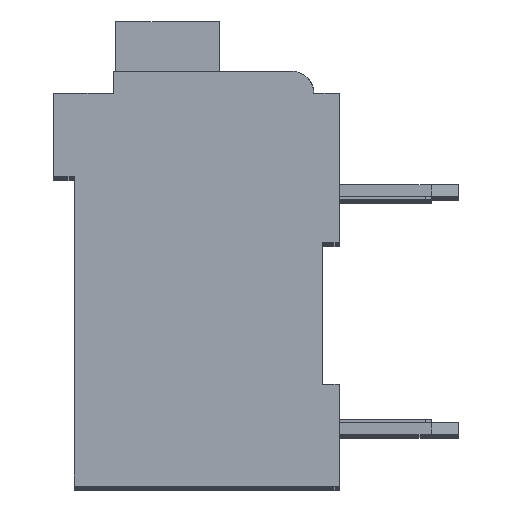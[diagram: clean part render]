
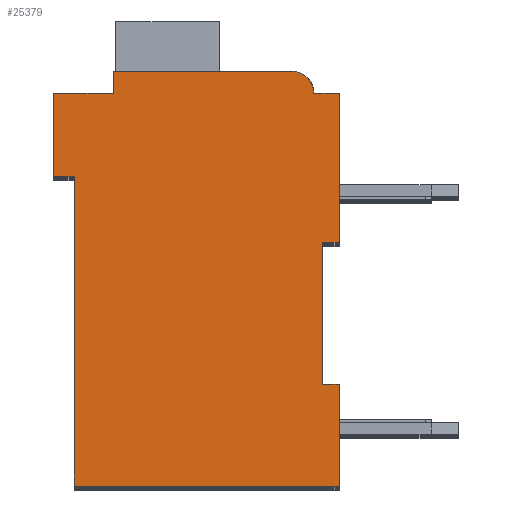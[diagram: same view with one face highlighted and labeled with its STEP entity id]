
A CAD part, top view. The second image highlights one B-rep face of the part: STEP entity #25379.
In plain terms, the highlighted planar face has unit normal (0, 0, 1).
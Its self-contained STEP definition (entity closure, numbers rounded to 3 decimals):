
#2850=DIRECTION('',(1.,0.,0.));
#2851=VECTOR('',#2850,0.5);
#2852=CARTESIAN_POINT('',(7.3,7.15,2.1));
#2853=LINE('',#2852,#2851);
#2854=DIRECTION('',(0.,1.,0.));
#2855=VECTOR('',#2854,4.15);
#2856=CARTESIAN_POINT('',(7.3,3.,2.1));
#2857=LINE('',#2856,#2855);
#2858=DIRECTION('',(-1.,0.,0.));
#2859=VECTOR('',#2858,0.5);
#2860=CARTESIAN_POINT('',(7.8,3.,2.1));
#2861=LINE('',#2860,#2859);
#2862=DIRECTION('',(0.,1.,0.));
#2863=VECTOR('',#2862,3.);
#2864=CARTESIAN_POINT('',(7.8,0.,2.1));
#2865=LINE('',#2864,#2863);
#2866=DIRECTION('',(1.,0.,0.));
#2867=VECTOR('',#2866,7.8);
#2868=CARTESIAN_POINT('',(0.,0.,2.1));
#2869=LINE('',#2868,#2867);
#2870=DIRECTION('',(0.,-1.,0.));
#2871=VECTOR('',#2870,9.1);
#2872=CARTESIAN_POINT('',(0.,9.1,2.1));
#2873=LINE('',#2872,#2871);
#2874=DIRECTION('',(1.,0.,0.));
#2875=VECTOR('',#2874,0.6);
#2876=CARTESIAN_POINT('',(-0.6,9.1,2.1));
#2877=LINE('',#2876,#2875);
#2878=DIRECTION('',(0.,-1.,0.));
#2879=VECTOR('',#2878,2.45);
#2880=CARTESIAN_POINT('',(-0.6,11.55,2.1));
#2881=LINE('',#2880,#2879);
#2882=DIRECTION('',(-1.,0.,0.));
#2883=VECTOR('',#2882,1.75);
#2884=CARTESIAN_POINT('',(1.15,11.55,2.1));
#2885=LINE('',#2884,#2883);
#2886=DIRECTION('',(0.,-1.,0.));
#2887=VECTOR('',#2886,0.65);
#2888=CARTESIAN_POINT('',(1.15,12.2,2.1));
#2889=LINE('',#2888,#2887);
#2890=DIRECTION('',(-1.,0.,0.));
#2891=VECTOR('',#2890,5.25);
#2892=CARTESIAN_POINT('',(6.4,12.2,2.1));
#2893=LINE('',#2892,#2891);
#2894=CARTESIAN_POINT('',(6.4,11.55,2.1));
#2895=DIRECTION('',(0.,0.,1.));
#2896=DIRECTION('',(1.,0.,0.));
#2897=AXIS2_PLACEMENT_3D('',#2894,#2895,#2896);
#2899=DIRECTION('',(-1.,0.,0.));
#2900=VECTOR('',#2899,0.75);
#2901=CARTESIAN_POINT('',(7.8,11.55,2.1));
#2902=LINE('',#2901,#2900);
#2903=DIRECTION('',(0.,1.,0.));
#2904=VECTOR('',#2903,4.4);
#2905=CARTESIAN_POINT('',(7.8,7.15,2.1));
#2906=LINE('',#2905,#2904);
#17615=CARTESIAN_POINT('',(7.3,7.15,2.1));
#17616=CARTESIAN_POINT('',(7.8,7.15,2.1));
#17617=VERTEX_POINT('',#17615);
#17618=VERTEX_POINT('',#17616);
#17619=CARTESIAN_POINT('',(7.8,11.55,2.1));
#17620=VERTEX_POINT('',#17619);
#17621=CARTESIAN_POINT('',(7.05,11.55,2.1));
#17622=VERTEX_POINT('',#17621);
#17623=CARTESIAN_POINT('',(6.4,12.2,2.1));
#17624=VERTEX_POINT('',#17623);
#17625=CARTESIAN_POINT('',(1.15,12.2,2.1));
#17626=VERTEX_POINT('',#17625);
#17627=CARTESIAN_POINT('',(1.15,11.55,2.1));
#17628=VERTEX_POINT('',#17627);
#17629=CARTESIAN_POINT('',(-0.6,11.55,2.1));
#17630=VERTEX_POINT('',#17629);
#17631=CARTESIAN_POINT('',(-0.6,9.1,2.1));
#17632=VERTEX_POINT('',#17631);
#17633=CARTESIAN_POINT('',(0.,9.1,2.1));
#17634=VERTEX_POINT('',#17633);
#17635=CARTESIAN_POINT('',(0.,0.,2.1));
#17636=VERTEX_POINT('',#17635);
#17637=CARTESIAN_POINT('',(7.8,0.,2.1));
#17638=VERTEX_POINT('',#17637);
#17639=CARTESIAN_POINT('',(7.8,3.,2.1));
#17640=VERTEX_POINT('',#17639);
#17641=CARTESIAN_POINT('',(7.3,3.,2.1));
#17642=VERTEX_POINT('',#17641);
#25349=CARTESIAN_POINT('',(0.,0.,2.1));
#25350=DIRECTION('',(0.,0.,1.));
#25351=DIRECTION('',(1.,0.,0.));
#25352=AXIS2_PLACEMENT_3D('',#25349,#25350,#25351);
#25353=PLANE('',#25352);
#25354=ORIENTED_EDGE('',*,*,#23160,.F.);
#25355=ORIENTED_EDGE('',*,*,#24040,.F.);
#25357=ORIENTED_EDGE('',*,*,#25356,.F.);
#25359=ORIENTED_EDGE('',*,*,#25358,.F.);
#25360=ORIENTED_EDGE('',*,*,#24907,.F.);
#25361=ORIENTED_EDGE('',*,*,#24744,.F.);
#25363=ORIENTED_EDGE('',*,*,#25362,.F.);
#25365=ORIENTED_EDGE('',*,*,#25364,.F.);
#25367=ORIENTED_EDGE('',*,*,#25366,.F.);
#25369=ORIENTED_EDGE('',*,*,#25368,.F.);
#25371=ORIENTED_EDGE('',*,*,#25370,.F.);
#25373=ORIENTED_EDGE('',*,*,#25372,.F.);
#25375=ORIENTED_EDGE('',*,*,#25374,.F.);
#25376=ORIENTED_EDGE('',*,*,#23636,.F.);
#25377=EDGE_LOOP('',(#25354,#25355,#25357,#25359,#25360,#25361,#25363,#25365,
#25367,#25369,#25371,#25373,#25375,#25376));
#25378=FACE_OUTER_BOUND('',#25377,.F.);
#2898=CIRCLE('',#2897,0.65);
#23160=EDGE_CURVE('',#17617,#17618,#2853,.T.);
#23636=EDGE_CURVE('',#17618,#17620,#2906,.T.);
#24040=EDGE_CURVE('',#17642,#17617,#2857,.T.);
#24744=EDGE_CURVE('',#17634,#17636,#2873,.T.);
#24907=EDGE_CURVE('',#17636,#17638,#2869,.T.);
#25356=EDGE_CURVE('',#17640,#17642,#2861,.T.);
#25358=EDGE_CURVE('',#17638,#17640,#2865,.T.);
#25362=EDGE_CURVE('',#17632,#17634,#2877,.T.);
#25364=EDGE_CURVE('',#17630,#17632,#2881,.T.);
#25366=EDGE_CURVE('',#17628,#17630,#2885,.T.);
#25368=EDGE_CURVE('',#17626,#17628,#2889,.T.);
#25370=EDGE_CURVE('',#17624,#17626,#2893,.T.);
#25372=EDGE_CURVE('',#17622,#17624,#2898,.T.);
#25374=EDGE_CURVE('',#17620,#17622,#2902,.T.);
#25379=ADVANCED_FACE('',(#25378),#25353,.T.);
